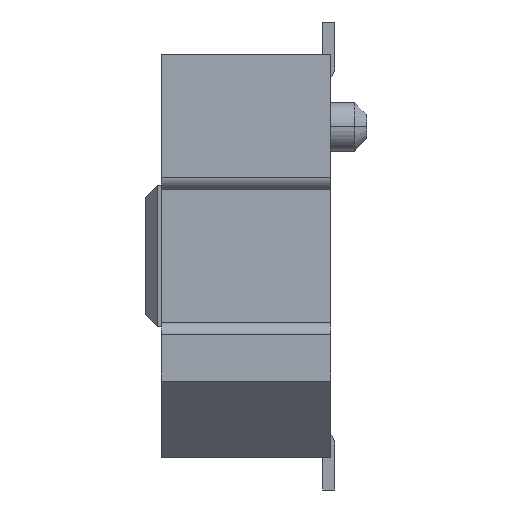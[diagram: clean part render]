
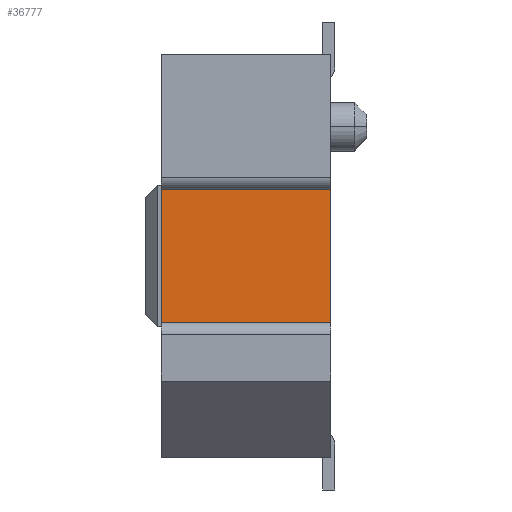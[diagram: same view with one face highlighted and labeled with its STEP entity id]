
A CAD part, left-side view. The second image highlights one B-rep face of the part: STEP entity #36777.
In plain terms, the highlighted planar face has unit normal (-1, 0, 0).
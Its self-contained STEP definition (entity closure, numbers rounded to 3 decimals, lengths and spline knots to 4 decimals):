
#1161=DIRECTION('',(0.,-1.,0.));
#1162=VECTOR('',#1161,2.1);
#1163=CARTESIAN_POINT('',(-7.7,2.1,-0.825));
#1164=LINE('',#1163,#1162);
#1169=DIRECTION('',(0.,0.,-1.));
#1170=VECTOR('',#1169,1.65);
#1171=CARTESIAN_POINT('',(-7.7,0.,0.825));
#1172=LINE('',#1171,#1170);
#1173=DIRECTION('',(0.,0.,1.));
#1174=VECTOR('',#1173,1.65);
#1175=CARTESIAN_POINT('',(-7.7,2.1,-0.825));
#1176=LINE('',#1175,#1174);
#1177=DIRECTION('',(0.,1.,0.));
#1178=VECTOR('',#1177,2.1);
#1179=CARTESIAN_POINT('',(-7.7,0.,0.825));
#1180=LINE('',#1179,#1178);
#29397=CARTESIAN_POINT('',(-7.7,0.,0.825));
#29398=VERTEX_POINT('',#29397);
#29399=CARTESIAN_POINT('',(-7.7,0.,-0.825));
#29400=VERTEX_POINT('',#29399);
#30823=CARTESIAN_POINT('',(-7.7,2.1,0.825));
#30824=VERTEX_POINT('',#30823);
#30825=CARTESIAN_POINT('',(-7.7,2.1,-0.825));
#30826=VERTEX_POINT('',#30825);
#36765=CARTESIAN_POINT('',(-7.7,1.05,0.));
#36766=DIRECTION('',(1.,0.,0.));
#36767=DIRECTION('',(0.,0.,-1.));
#36768=AXIS2_PLACEMENT_3D('',#36765,#36766,#36767);
#36769=PLANE('',#36768);
#36770=ORIENTED_EDGE('',*,*,#36699,.T.);
#36771=ORIENTED_EDGE('',*,*,#36758,.F.);
#36772=ORIENTED_EDGE('',*,*,#36570,.T.);
#36774=ORIENTED_EDGE('',*,*,#36773,.F.);
#36775=EDGE_LOOP('',(#36770,#36771,#36772,#36774));
#36776=FACE_OUTER_BOUND('',#36775,.F.);
#36777=ADVANCED_FACE('',(#36776),#36769,.F.);
#36570=EDGE_CURVE('',#30826,#30824,#1176,.T.);
#36699=EDGE_CURVE('',#29398,#29400,#1172,.T.);
#36758=EDGE_CURVE('',#30826,#29400,#1164,.T.);
#36773=EDGE_CURVE('',#29398,#30824,#1180,.T.);
